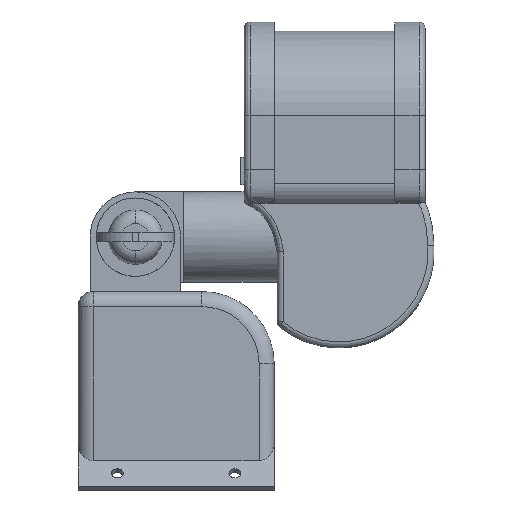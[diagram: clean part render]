
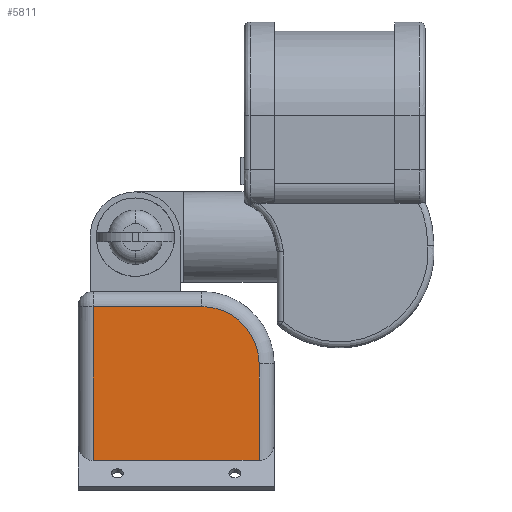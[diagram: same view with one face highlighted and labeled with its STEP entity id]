
A CAD part, left-side view. The second image highlights one B-rep face of the part: STEP entity #5811.
In plain terms, the highlighted planar face has unit normal (-1, 0, 0).
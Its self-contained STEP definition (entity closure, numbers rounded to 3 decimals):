
#110 = VERTEX_POINT ( 'NONE', #8343 ) ;
#264 = VECTOR ( 'NONE', #7479, 1000. ) ;
#383 = PLANE ( 'NONE',  #985 ) ;
#478 = DIRECTION ( 'NONE',  ( 0., 1., 0. ) ) ;
#518 = DIRECTION ( 'NONE',  ( 0., 1., 0. ) ) ;
#538 = LINE ( 'NONE', #6039, #7926 ) ;
#552 = CARTESIAN_POINT ( 'NONE',  ( -31., 81.5, -91.296 ) ) ;
#608 = EDGE_CURVE ( 'NONE', #7879, #5064, #1115, .T. ) ;
#841 = CARTESIAN_POINT ( 'NONE',  ( -31., 81.5, -40.296 ) ) ;
#985 = AXIS2_PLACEMENT_3D ( 'NONE', #6802, #8117, #3962 ) ;
#1007 = VECTOR ( 'NONE', #8755, 1000. ) ;
#1115 = LINE ( 'NONE', #552, #264 ) ;
#1395 = EDGE_CURVE ( 'NONE', #110, #7879, #2201, .T. ) ;
#1702 = DIRECTION ( 'NONE',  ( 0., 0., -1. ) ) ;
#2201 = LINE ( 'NONE', #3981, #2634 ) ;
#2371 = VERTEX_POINT ( 'NONE', #8796 ) ;
#2634 = VECTOR ( 'NONE', #518, 1000. ) ;
#2996 = EDGE_LOOP ( 'NONE', ( #8052, #6291, #3946, #3798, #4299 ) ) ;
#3372 = FACE_OUTER_BOUND ( 'NONE', #2996, .T. ) ;
#3711 = LINE ( 'NONE', #7370, #1007 ) ;
#3798 = ORIENTED_EDGE ( 'NONE', *, *, #1395, .T. ) ;
#3935 = VERTEX_POINT ( 'NONE', #8702 ) ;
#3946 = ORIENTED_EDGE ( 'NONE', *, *, #8005, .T. ) ;
#3962 = DIRECTION ( 'NONE',  ( 0., 0., -1. ) ) ;
#3981 = CARTESIAN_POINT ( 'NONE',  ( -31., 21.5, -40.296 ) ) ;
#4094 = AXIS2_PLACEMENT_3D ( 'NONE', #5882, #5244, #1702 ) ;
#4299 = ORIENTED_EDGE ( 'NONE', *, *, #608, .T. ) ;
#4720 = EDGE_CURVE ( 'NONE', #3935, #2371, #3711, .T. ) ;
#5064 = VERTEX_POINT ( 'NONE', #7329 ) ;
#5244 = DIRECTION ( 'NONE',  ( -1., 0., 0. ) ) ;
#5765 = CIRCLE ( 'NONE', #4094, 19. ) ;
#5811 = ADVANCED_FACE ( 'NONE', ( #3372 ), #383, .F. ) ;
#5882 = CARTESIAN_POINT ( 'NONE',  ( -31., 45.5, -59.296 ) ) ;
#6039 = CARTESIAN_POINT ( 'NONE',  ( -31., 21.5, -91.296 ) ) ;
#6291 = ORIENTED_EDGE ( 'NONE', *, *, #4720, .T. ) ;
#6802 = CARTESIAN_POINT ( 'NONE',  ( -31., 21.5, -35.296 ) ) ;
#7329 = CARTESIAN_POINT ( 'NONE',  ( -31., 81.5, -91.296 ) ) ;
#7370 = CARTESIAN_POINT ( 'NONE',  ( -31., 26.5, -59.296 ) ) ;
#7479 = DIRECTION ( 'NONE',  ( 0., 0., -1. ) ) ;
#7879 = VERTEX_POINT ( 'NONE', #841 ) ;
#7926 = VECTOR ( 'NONE', #478, 1000. ) ;
#8005 = EDGE_CURVE ( 'NONE', #2371, #110, #5765, .T. ) ;
#8052 = ORIENTED_EDGE ( 'NONE', *, *, #8503, .F. ) ;
#8117 = DIRECTION ( 'NONE',  ( 1., 0., 0. ) ) ;
#8343 = CARTESIAN_POINT ( 'NONE',  ( -31., 45.5, -40.296 ) ) ;
#8503 = EDGE_CURVE ( 'NONE', #3935, #5064, #538, .T. ) ;
#8702 = CARTESIAN_POINT ( 'NONE',  ( -31., 26.5, -91.296 ) ) ;
#8755 = DIRECTION ( 'NONE',  ( 0., 0., 1. ) ) ;
#8796 = CARTESIAN_POINT ( 'NONE',  ( -31., 26.5, -59.296 ) ) ;
